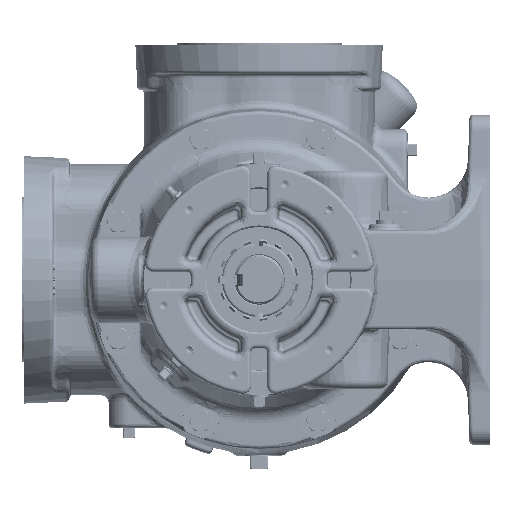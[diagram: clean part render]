
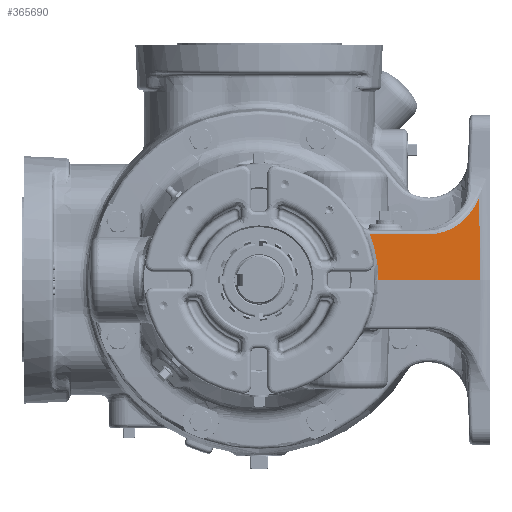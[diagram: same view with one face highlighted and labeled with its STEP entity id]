
A CAD part, left-side view. The second image highlights one B-rep face of the part: STEP entity #365690.
In plain terms, the highlighted planar face has unit normal (-0.642, -0.766, 0.035).
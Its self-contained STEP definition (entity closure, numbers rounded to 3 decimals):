
#14945 = EDGE_LOOP ( 'NONE', ( #409358, #117793, #110099, #84884, #123039 ) ) ;
#35583 = CARTESIAN_POINT ( 'NONE',  ( -197.121, -130.903, 35.158 ) ) ;
#58912 = VECTOR ( 'NONE', #188611, 1000. ) ;
#82101 = CARTESIAN_POINT ( 'NONE',  ( -148.925, -168.971, 87.223 ) ) ;
#84884 = ORIENTED_EDGE ( 'NONE', *, *, #406913, .T. ) ;
#108980 = CARTESIAN_POINT ( 'NONE',  ( -251.307, -85.435, 35.158 ) ) ;
#110099 = ORIENTED_EDGE ( 'NONE', *, *, #374354, .T. ) ;
#112797 = VECTOR ( 'NONE', #252292, 1000. ) ;
#117793 = ORIENTED_EDGE ( 'NONE', *, *, #293291, .T. ) ;
#123039 = ORIENTED_EDGE ( 'NONE', *, *, #437342, .T. ) ;
#132305 = DIRECTION ( 'NONE',  ( 0.766, -0.643, 0. ) ) ;
#137201 = VECTOR ( 'NONE', #216339, 1000. ) ;
#163798 = CARTESIAN_POINT ( 'NONE',  ( -159.408, -162.074, 45.545 ) ) ;
#164034 = VERTEX_POINT ( 'NONE', #213061 ) ;
#188611 = DIRECTION ( 'NONE',  ( 0.035, 0.016, 0.999 ) ) ;
#196155 = CARTESIAN_POINT ( 'NONE',  ( -149.757, -169.359, 63.389 ) ) ;
#197195 = FACE_OUTER_BOUND ( 'NONE', #14945, .T. ) ;
#200587 = CARTESIAN_POINT ( 'NONE',  ( -251.307, -85.435, 35.158 ) ) ;
#213061 = CARTESIAN_POINT ( 'NONE',  ( -151.971, -170.391, 0. ) ) ;
#214073 = CARTESIAN_POINT ( 'NONE',  ( -136.135, -182.077, 35.158 ) ) ;
#216339 = DIRECTION ( 'NONE',  ( -0.766, 0.643, 0. ) ) ;
#224483 = CARTESIAN_POINT ( 'NONE',  ( -245.542, -91.876, 0. ) ) ;
#252292 = DIRECTION ( 'NONE',  ( 0.766, -0.643, 0. ) ) ;
#256836 = LINE ( 'NONE', #395673, #112797 ) ;
#267561 = CARTESIAN_POINT ( 'NONE',  ( -244.95, -91.824, 12.04 ) ) ;
#267757 = CARTESIAN_POINT ( 'NONE',  ( -176.835, -147.926, 35.158 ) ) ;
#278685 = CARTESIAN_POINT ( 'NONE',  ( -149.757, -169.359, 63.389 ) ) ;
#292554 = LINE ( 'NONE', #82101, #58912 ) ;
#293291 = EDGE_CURVE ( 'NONE', #408491, #300658, #439909, .T. ) ;
#300658 = VERTEX_POINT ( 'NONE', #224483 ) ;
#311377 = CARTESIAN_POINT ( 'NONE',  ( -245.542, -91.876, 0. ) ) ;
#313498 = LINE ( 'NONE', #214073, #137201 ) ;
#332075 = VERTEX_POINT ( 'NONE', #278685 ) ;
#332680 = CARTESIAN_POINT ( 'NONE',  ( -197.121, -130.903, 35.158 ) ) ;
#340570 = DIRECTION ( 'NONE',  ( -0.642, -0.766, 0.035 ) ) ;
#341627 = CARTESIAN_POINT ( 'NONE',  ( -246.892, -89.654, 23.882 ) ) ;
#342789 = PLANE ( 'NONE',  #437744 ) ;
#352566 = VERTEX_POINT ( 'NONE', #35583 ) ;
#365690 = ADVANCED_FACE ( 'Defeatured_0_3584', ( #197195 ), #342789, .T. ) ;
#374354 = EDGE_CURVE ( 'NONE', #300658, #164034, #256836, .T. ) ;
#395673 = CARTESIAN_POINT ( 'NONE',  ( -136.924, -183.017, 0. ) ) ;
#399637 = EDGE_CURVE ( 'NONE', #352566, #408491, #313498, .T. ) ;
#401881 =( BOUNDED_CURVE ( )  B_SPLINE_CURVE ( 3, ( #196155, #163798, #267757, #332680 ),
 .UNSPECIFIED., .F., .T. ) 
 B_SPLINE_CURVE_WITH_KNOTS ( ( 4, 4 ),
 ( 3.583, 4.658 ),
 .UNSPECIFIED. ) 
 CURVE ( )  GEOMETRIC_REPRESENTATION_ITEM ( )  RATIONAL_B_SPLINE_CURVE ( ( 1., 0.906, 0.906, 1. ) ) 
 REPRESENTATION_ITEM ( '' )  );
#406913 = EDGE_CURVE ( 'NONE', #164034, #332075, #292554, .T. ) ;
#408491 = VERTEX_POINT ( 'NONE', #108980 ) ;
#409358 = ORIENTED_EDGE ( 'NONE', *, *, #399637, .T. ) ;
#416861 = CARTESIAN_POINT ( 'NONE',  ( -136.924, -183.017, 0. ) ) ;
#437342 = EDGE_CURVE ( 'NONE', #332075, #352566, #401881, .T. ) ;
#437744 = AXIS2_PLACEMENT_3D ( 'NONE', #416861, #340570, #132305 ) ;
#439909 =( BOUNDED_CURVE ( )  B_SPLINE_CURVE ( 3, ( #200587, #341627, #267561, #311377 ),
 .UNSPECIFIED., .F., .T. ) 
 B_SPLINE_CURVE_WITH_KNOTS ( ( 4, 4 ),
 ( 2.829, 3.183 ),
 .UNSPECIFIED. ) 
 CURVE ( )  GEOMETRIC_REPRESENTATION_ITEM ( )  RATIONAL_B_SPLINE_CURVE ( ( 1., 0.99, 0.99, 1. ) ) 
 REPRESENTATION_ITEM ( '' )  );
